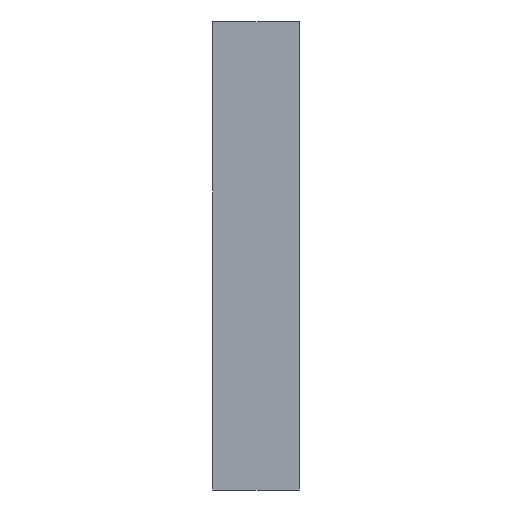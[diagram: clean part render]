
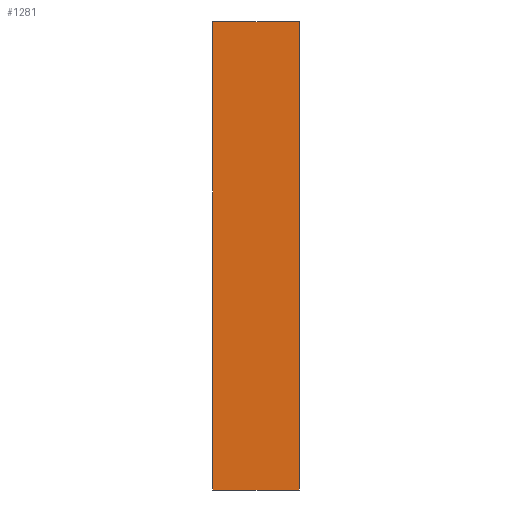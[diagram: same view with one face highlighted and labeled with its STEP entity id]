
A CAD part, left-side view. The second image highlights one B-rep face of the part: STEP entity #1281.
In plain terms, the highlighted planar face has unit normal (-1, 0, 0).
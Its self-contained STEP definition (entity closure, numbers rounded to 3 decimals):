
#104=FACE_OUTER_BOUND('',#183,.T.);
#183=EDGE_LOOP('',(#1109,#1110,#1111,#1112));
#227=LINE('',#1889,#357);
#261=LINE('',#1966,#391);
#318=LINE('',#2196,#448);
#319=LINE('',#2197,#449);
#357=VECTOR('',#1500,10.);
#391=VECTOR('',#1570,10.);
#448=VECTOR('',#1769,10.);
#449=VECTOR('',#1770,10.);
#538=VERTEX_POINT('',#1886);
#539=VERTEX_POINT('',#1888);
#563=VERTEX_POINT('',#1963);
#564=VERTEX_POINT('',#1965);
#659=EDGE_CURVE('',#538,#539,#227,.T.);
#699=EDGE_CURVE('',#563,#564,#261,.T.);
#791=EDGE_CURVE('',#564,#538,#318,.T.);
#792=EDGE_CURVE('',#539,#563,#319,.T.);
#1109=ORIENTED_EDGE('',*,*,#659,.F.);
#1110=ORIENTED_EDGE('',*,*,#791,.F.);
#1111=ORIENTED_EDGE('',*,*,#699,.F.);
#1112=ORIENTED_EDGE('',*,*,#792,.F.);
#1208=PLANE('',#1414);
#1281=ADVANCED_FACE('',(#104),#1208,.F.);
#1414=AXIS2_PLACEMENT_3D('',#2195,#1767,#1768);
#1500=DIRECTION('',(0.,0.,1.));
#1570=DIRECTION('',(0.,0.,-1.));
#1767=DIRECTION('center_axis',(1.,0.,0.));
#1768=DIRECTION('ref_axis',(0.,1.,0.));
#1769=DIRECTION('',(0.,1.,0.));
#1770=DIRECTION('',(0.,-1.,0.));
#1886=CARTESIAN_POINT('',(-42.57,4.775,-4.652));
#1888=CARTESIAN_POINT('',(-42.57,4.775,11.252));
#1889=CARTESIAN_POINT('',(-42.57,4.775,6.252));
#1963=CARTESIAN_POINT('',(-42.57,1.825,11.252));
#1965=CARTESIAN_POINT('',(-42.57,1.825,-4.652));
#1966=CARTESIAN_POINT('',(-42.57,1.825,0.348));
#2195=CARTESIAN_POINT('Origin',(-42.57,3.3,3.3));
#2196=CARTESIAN_POINT('',(-42.57,1.825,-4.652));
#2197=CARTESIAN_POINT('',(-42.57,4.775,11.252));
